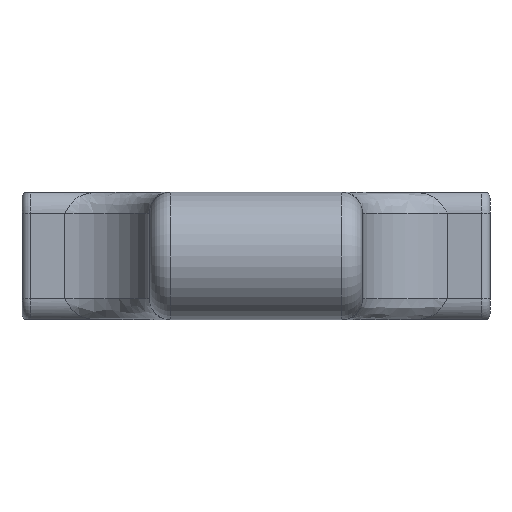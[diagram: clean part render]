
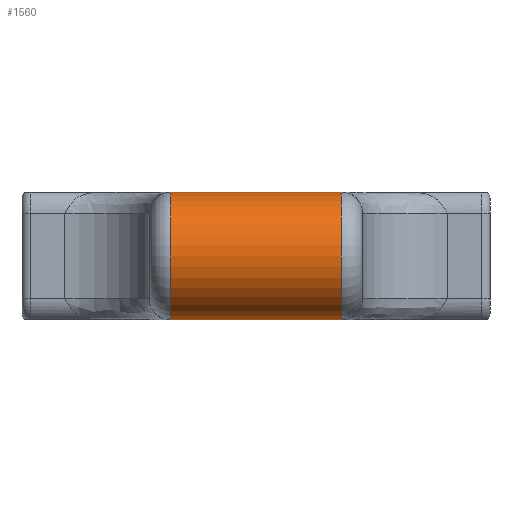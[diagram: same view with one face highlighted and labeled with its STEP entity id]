
A CAD part, left-side view. The second image highlights one B-rep face of the part: STEP entity #1560.
In plain terms, the highlighted cylindrical face has radius 7.5 mm (diameter 15 mm), a full revolution.
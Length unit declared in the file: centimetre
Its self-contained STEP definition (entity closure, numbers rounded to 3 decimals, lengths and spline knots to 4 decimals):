
#28=FACE_BOUND($,#198,.T.);
#104=FACE_OUTER_BOUND($,#197,.T.);
#197=EDGE_LOOP($,(#1197,#1198,#1199,#1200));
#198=EDGE_LOOP($,(#1201,#1202,#1203,#1204));
#321=CIRCLE($,#1696,0.75);
#324=CIRCLE($,#1701,0.75);
#325=CIRCLE($,#1702,0.75);
#326=CIRCLE($,#1703,0.75);
#389=LINE($,#2358,#517);
#393=LINE($,#2366,#521);
#418=LINE($,#2558,#546);
#422=LINE($,#2566,#550);
#517=VECTOR($,#1832,0.05);
#521=VECTOR($,#1836,0.05);
#546=VECTOR($,#1909,0.05);
#550=VECTOR($,#1913,0.05);
#654=VERTEX_POINT($,#2355);
#655=VERTEX_POINT($,#2357);
#658=VERTEX_POINT($,#2363);
#659=VERTEX_POINT($,#2365);
#703=VERTEX_POINT($,#2555);
#704=VERTEX_POINT($,#2557);
#707=VERTEX_POINT($,#2563);
#708=VERTEX_POINT($,#2565);
#805=EDGE_CURVE($,#655,#654,#389,.T.);
#809=EDGE_CURVE($,#659,#658,#393,.T.);
#860=EDGE_CURVE($,#703,#704,#418,.T.);
#864=EDGE_CURVE($,#707,#708,#422,.T.);
#913=EDGE_CURVE($,#708,#654,#321,.T.);
#917=EDGE_CURVE($,#704,#658,#324,.T.);
#918=EDGE_CURVE($,#659,#703,#325,.T.);
#919=EDGE_CURVE($,#655,#707,#326,.T.);
#1197=ORIENTED_EDGE($,*,*,#917,.F.);
#1198=ORIENTED_EDGE($,*,*,#860,.F.);
#1199=ORIENTED_EDGE($,*,*,#918,.F.);
#1200=ORIENTED_EDGE($,*,*,#809,.T.);
#1201=ORIENTED_EDGE($,*,*,#913,.F.);
#1202=ORIENTED_EDGE($,*,*,#864,.F.);
#1203=ORIENTED_EDGE($,*,*,#919,.F.);
#1204=ORIENTED_EDGE($,*,*,#805,.T.);
#1506=CYLINDRICAL_SURFACE($,#1700,0.75);
#1560=ADVANCED_FACE($,(#104,#28),#1506,.T.);
#1696=AXIS2_PLACEMENT_3D($,#2800,#1997,#1998);
#1700=AXIS2_PLACEMENT_3D($,#2836,#2006,#2007);
#1701=AXIS2_PLACEMENT_3D($,#2837,#2008,#2009);
#1702=AXIS2_PLACEMENT_3D($,#2838,#2010,#2011);
#1703=AXIS2_PLACEMENT_3D($,#2839,#2012,#2013);
#1832=DIRECTION($,(0.,-1.,0.));
#1836=DIRECTION($,(0.,-1.,0.));
#1909=DIRECTION($,(0.,-1.,0.));
#1913=DIRECTION($,(0.,-1.,0.));
#1997=DIRECTION('center_axis',(0.,-1.,0.));
#1998=DIRECTION('ref_axis',(-1.,0.,0.));
#2006=DIRECTION('center_axis',(0.,-1.,0.));
#2007=DIRECTION('ref_axis',(0.,0.,1.));
#2008=DIRECTION('center_axis',(0.,1.,0.));
#2009=DIRECTION('ref_axis',(0.,0.,
-1.));
#2010=DIRECTION('center_axis',(0.,1.,0.));
#2011=DIRECTION('ref_axis',(-1.,0.,0.));
#2012=DIRECTION('center_axis',(0.,-1.,0.));
#2013=DIRECTION('ref_axis',(0.,0.,
1.));
#2355=CARTESIAN_POINT('',(-17.6851,6.0556,1.3));
#2357=CARTESIAN_POINT('',(-17.6851,6.1056,1.3));
#2358=CARTESIAN_POINT($,(-17.6851,6.1056,1.3));
#2363=CARTESIAN_POINT('',(-17.6851,8.0056,1.3));
#2365=CARTESIAN_POINT('',(-17.6851,8.0556,1.3));
#2366=CARTESIAN_POINT($,(-17.6851,8.0556,1.3));
#2555=CARTESIAN_POINT('',(-17.6851,8.0556,2.8));
#2557=CARTESIAN_POINT('',(-17.6851,8.0056,2.8));
#2558=CARTESIAN_POINT($,(-17.6851,8.0556,2.8));
#2563=CARTESIAN_POINT('',(-17.6851,6.1056,2.8));
#2565=CARTESIAN_POINT('',(-17.6851,6.0556,2.8));
#2566=CARTESIAN_POINT($,(-17.6851,6.1056,2.8));
#2800=CARTESIAN_POINT('Origin',(-17.6851,6.0556,2.05));
#2836=CARTESIAN_POINT('Origin',(-17.6851,7.0556,2.05));
#2837=CARTESIAN_POINT('Origin',(-17.6851,8.0056,2.05));
#2838=CARTESIAN_POINT('Origin',(-17.6851,8.0556,2.05));
#2839=CARTESIAN_POINT('Origin',(-17.6851,6.1056,2.05));
